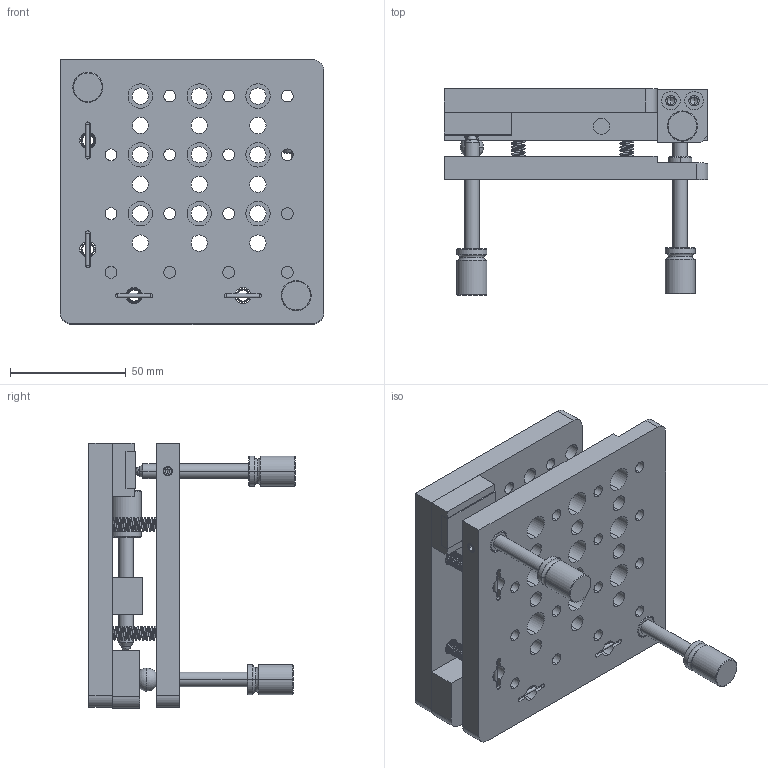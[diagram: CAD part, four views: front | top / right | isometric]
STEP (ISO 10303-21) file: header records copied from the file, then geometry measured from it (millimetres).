
FILE_DESCRIPTION (( 'STEP AP203' ), '1' );
FILE_NAME ('05TRP-3.STEP', '2016-04-21T07:41:45', ( '' ), ( '' ), 'SwSTEP 2.0', 'SolidWorks 2016', '' );
FILE_SCHEMA (( 'CONFIG_CONTROL_DESIGN' ));
Length unit declared in the file: millimetre
Products named in the file (1): 05TRP-3
Bounding box: 114 x 89.03 x 114.5 mm (x, y, z)
Volume: 257840.1 mm3; surface area: 98288.5 mm2
Topology: 33 solids, 33 shells, 601 faces, 1530 edges, 985 vertices
Faces by surface type: cylinder 290, plane 186, cone 67, torus 28, bspline 20, sphere 10
Entity records: 34382 total; most frequent: CARTESIAN_POINT 19314, DIRECTION 3281, ORIENTED_EDGE 2960, EDGE_CURVE 1480, AXIS2_PLACEMENT_3D 1311, VERTEX_POINT 970, EDGE_LOOP 806, CIRCLE 729
